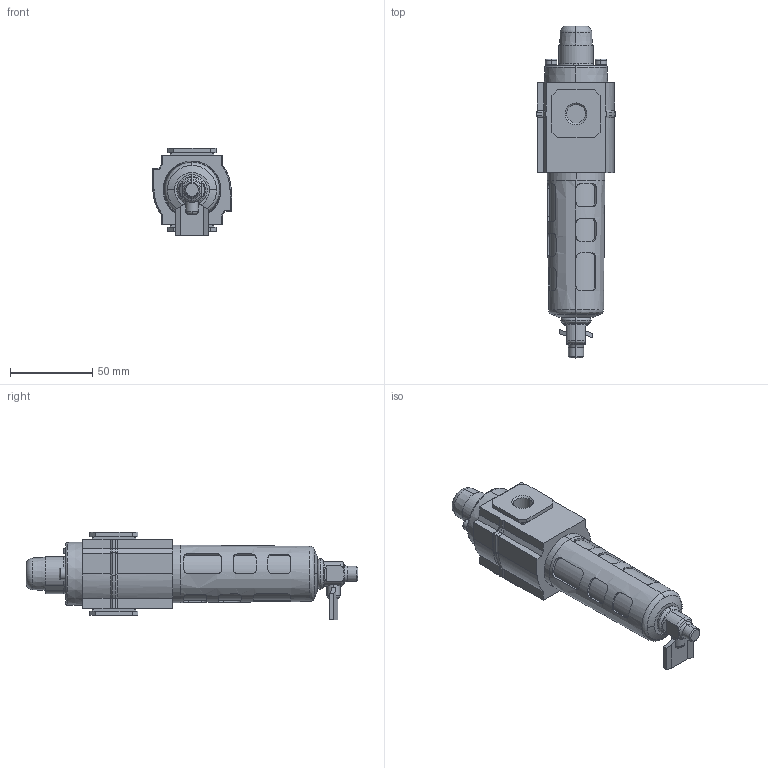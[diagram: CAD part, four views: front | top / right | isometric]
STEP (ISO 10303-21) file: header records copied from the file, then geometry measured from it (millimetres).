
FILE_DESCRIPTION (( 'STEP AP214' ), '1' );
FILE_NAME ('Norgren-F72C-2AD-QW0.STEP', '2020-12-08T14:01:52', ( '' ), ( '' ), 'SwSTEP 2.0', 'SolidWorks 2020', '' );
FILE_SCHEMA (( 'AUTOMOTIVE_DESIGN' ));
Length unit declared in the file: millimetre
Products named in the file (5): F72_ss_03; F72_ss_41_1-4; F72_5797-50; Norgren-F72C-2AD-QW0; F72_ss_10
Assembly tree (4 placements, depth 2):
  Norgren-F72C-2AD-QW0
    F72_ss_41_1-4
    F72_ss_10
    F72_ss_03
    F72_5797-50
Bounding box: 48.4 x 201.29 x 52.83 mm (x, y, z)
Volume: 141926.6 mm3; surface area: 43454.8 mm2
Topology: 5 solids, 5 shells, 370 faces, 920 edges, 580 vertices
Faces by surface type: plane 185, cylinder 117, bspline 35, torus 17, cone 16
Entity records: 16538 total; most frequent: CARTESIAN_POINT 4681, ORIENTED_EDGE 1840, DIRECTION 1666, EDGE_CURVE 920, VERTEX_POINT 580, AXIS2_PLACEMENT_3D 569, LINE 528, VECTOR 528
